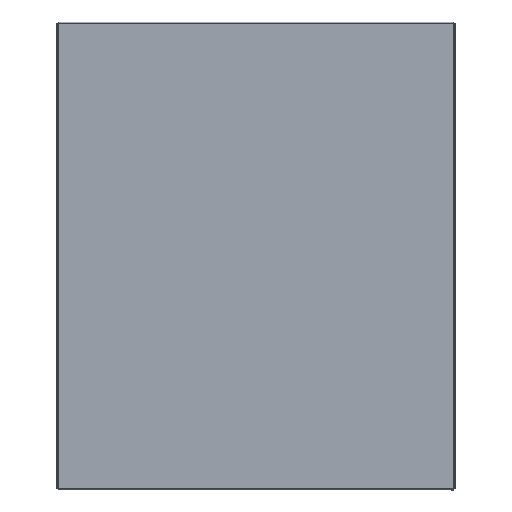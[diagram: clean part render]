
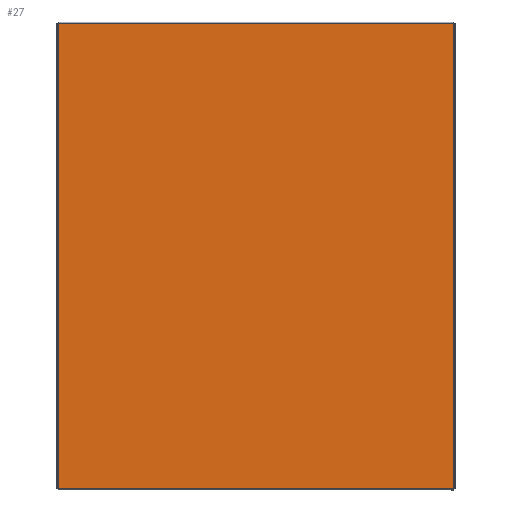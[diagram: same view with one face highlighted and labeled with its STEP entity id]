
A CAD part, front view. The second image highlights one B-rep face of the part: STEP entity #27.
In plain terms, the highlighted planar face has unit normal (0, -1, 0).
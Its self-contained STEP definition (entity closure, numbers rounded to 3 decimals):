
#27 = ADVANCED_FACE ( 'NONE', ( #1924 ), #1289, .F. ) ;
#147 = CARTESIAN_POINT ( 'NONE',  ( 219.8, -1.2, 257.8 ) ) ;
#289 = CARTESIAN_POINT ( 'NONE',  ( 219.8, -1.2, 257.8 ) ) ;
#355 = DIRECTION ( 'NONE',  ( 0., 0., 1. ) ) ;
#358 = DIRECTION ( 'NONE',  ( 0., 0., 1. ) ) ;
#518 = CARTESIAN_POINT ( 'NONE',  ( -219.8, -1.2, -257.8 ) ) ;
#542 = EDGE_CURVE ( 'NONE', #2782, #1111, #1210, .T. ) ;
#557 = DIRECTION ( 'NONE',  ( 0., 0., -1. ) ) ;
#601 = CARTESIAN_POINT ( 'NONE',  ( 0., -1.2, 0. ) ) ;
#606 = LINE ( 'NONE', #518, #1713 ) ;
#727 = ORIENTED_EDGE ( 'NONE', *, *, #1576, .F. ) ;
#751 = VERTEX_POINT ( 'NONE', #147 ) ;
#758 = VECTOR ( 'NONE', #557, 1000. ) ;
#1016 = CARTESIAN_POINT ( 'NONE',  ( 219.8, -1.2, -257.8 ) ) ;
#1048 = ORIENTED_EDGE ( 'NONE', *, *, #2931, .T. ) ;
#1063 = VECTOR ( 'NONE', #2236, 1000. ) ;
#1111 = VERTEX_POINT ( 'NONE', #2466 ) ;
#1130 = VERTEX_POINT ( 'NONE', #1016 ) ;
#1210 = LINE ( 'NONE', #1722, #3054 ) ;
#1278 = CARTESIAN_POINT ( 'NONE',  ( 219.8, -1.2, 258. ) ) ;
#1289 = PLANE ( 'NONE',  #2003 ) ;
#1310 = LINE ( 'NONE', #1278, #758 ) ;
#1473 = EDGE_CURVE ( 'NONE', #2782, #1130, #606, .T. ) ;
#1505 = DIRECTION ( 'NONE',  ( 0., 1., 0. ) ) ;
#1576 = EDGE_CURVE ( 'NONE', #751, #1130, #1310, .T. ) ;
#1659 = ORIENTED_EDGE ( 'NONE', *, *, #1473, .T. ) ;
#1713 = VECTOR ( 'NONE', #2487, 1000. ) ;
#1722 = CARTESIAN_POINT ( 'NONE',  ( -219.8, -1.2, -258. ) ) ;
#1748 = ORIENTED_EDGE ( 'NONE', *, *, #542, .F. ) ;
#1874 = LINE ( 'NONE', #289, #1063 ) ;
#1924 = FACE_OUTER_BOUND ( 'NONE', #2359, .T. ) ;
#2003 = AXIS2_PLACEMENT_3D ( 'NONE', #601, #1505, #358 ) ;
#2236 = DIRECTION ( 'NONE',  ( -1., 0., 0. ) ) ;
#2359 = EDGE_LOOP ( 'NONE', ( #1659, #727, #1048, #1748 ) ) ;
#2376 = CARTESIAN_POINT ( 'NONE',  ( -219.8, -1.2, -257.8 ) ) ;
#2466 = CARTESIAN_POINT ( 'NONE',  ( -219.8, -1.2, 257.8 ) ) ;
#2487 = DIRECTION ( 'NONE',  ( 1., 0., 0. ) ) ;
#2782 = VERTEX_POINT ( 'NONE', #2376 ) ;
#2931 = EDGE_CURVE ( 'NONE', #751, #1111, #1874, .T. ) ;
#3054 = VECTOR ( 'NONE', #355, 1000. ) ;
